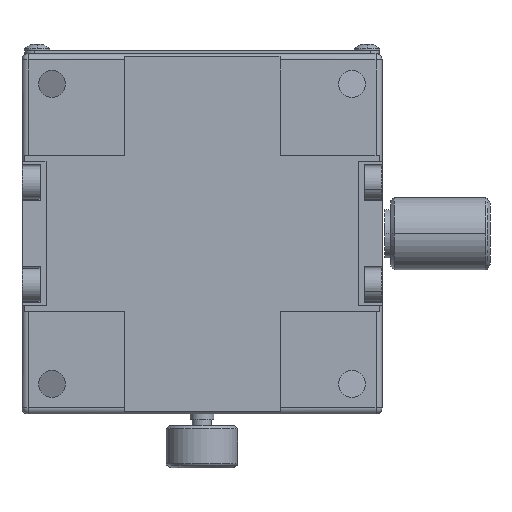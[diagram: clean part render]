
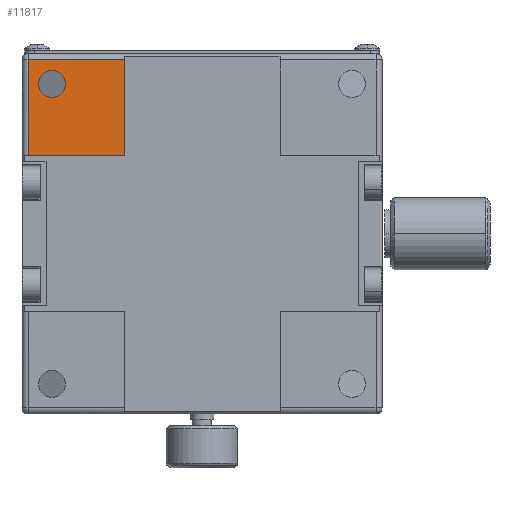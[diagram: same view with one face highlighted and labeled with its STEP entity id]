
A CAD part, front view. The second image highlights one B-rep face of the part: STEP entity #11817.
In plain terms, the highlighted planar face has unit normal (0, -1, 0).
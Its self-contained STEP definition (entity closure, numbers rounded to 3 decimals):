
#1080 = CARTESIAN_POINT ( 'NONE',  ( -24.797, -5.392, 27.25 ) ) ;
#3037 = PLANE ( 'NONE',  #33388 ) ;
#3285 = DIRECTION ( 'NONE',  ( -1., 0., 0. ) ) ;
#4128 = CIRCLE ( 'NONE', #23619, 2.25 ) ;
#5029 = VERTEX_POINT ( 'NONE', #36510 ) ;
#7262 = EDGE_LOOP ( 'NONE', ( #12961, #34080 ) ) ;
#8189 = CARTESIAN_POINT ( 'NONE',  ( -24.797, -5.392, 22.75 ) ) ;
#10185 = EDGE_CURVE ( 'NONE', #29726, #32046, #23867, .T. ) ;
#10187 = VERTEX_POINT ( 'NONE', #8189 ) ;
#11294 = DIRECTION ( 'NONE',  ( -1., 0., 0. ) ) ;
#11817 = ADVANCED_FACE ( 'NONE', ( #36159, #33382 ), #3037, .F. ) ;
#11928 = CARTESIAN_POINT ( 'NONE',  ( -29.797, -5.392, 30. ) ) ;
#12961 = ORIENTED_EDGE ( 'NONE', *, *, #34622, .T. ) ;
#13076 = VECTOR ( 'NONE', #15129, 1000. ) ;
#13078 = CARTESIAN_POINT ( 'NONE',  ( -12.797, -5.392, 30. ) ) ;
#13518 = CARTESIAN_POINT ( 'NONE',  ( -24.797, -5.392, 25. ) ) ;
#14020 = DIRECTION ( 'NONE',  ( 0., 1., 0. ) ) ;
#14570 = CARTESIAN_POINT ( 'NONE',  ( -28.797, -5.392, 30. ) ) ;
#15129 = DIRECTION ( 'NONE',  ( -1., 0., 0. ) ) ;
#15905 = VECTOR ( 'NONE', #34883, 1000. ) ;
#16069 = VECTOR ( 'NONE', #11294, 1000. ) ;
#16363 = VECTOR ( 'NONE', #30632, 1000. ) ;
#16506 = DIRECTION ( 'NONE',  ( 0., 0., 1. ) ) ;
#16843 = LINE ( 'NONE', #14570, #15905 ) ;
#17191 = EDGE_CURVE ( 'NONE', #10187, #23241, #31372, .T. ) ;
#18187 = LINE ( 'NONE', #13078, #16363 ) ;
#19995 = LINE ( 'NONE', #32637, #13076 ) ;
#20796 = DIRECTION ( 'NONE',  ( 0., 1., 0. ) ) ;
#21589 = ORIENTED_EDGE ( 'NONE', *, *, #22812, .T. ) ;
#22812 = EDGE_CURVE ( 'NONE', #32046, #5029, #16843, .T. ) ;
#23241 = VERTEX_POINT ( 'NONE', #1080 ) ;
#23619 = AXIS2_PLACEMENT_3D ( 'NONE', #13518, #33966, #16506 ) ;
#23867 = LINE ( 'NONE', #37488, #16069 ) ;
#25947 = ORIENTED_EDGE ( 'NONE', *, *, #10185, .T. ) ;
#27411 = VERTEX_POINT ( 'NONE', #36455 ) ;
#28101 = CARTESIAN_POINT ( 'NONE',  ( -12.797, -5.392, 29. ) ) ;
#28257 = EDGE_LOOP ( 'NONE', ( #25947, #21589, #29303, #29594 ) ) ;
#29303 = ORIENTED_EDGE ( 'NONE', *, *, #37462, .F. ) ;
#29594 = ORIENTED_EDGE ( 'NONE', *, *, #37007, .F. ) ;
#29726 = VERTEX_POINT ( 'NONE', #28101 ) ;
#30632 = DIRECTION ( 'NONE',  ( 0., 0., -1. ) ) ;
#30834 = AXIS2_PLACEMENT_3D ( 'NONE', #31566, #14020, #34462 ) ;
#31131 = CARTESIAN_POINT ( 'NONE',  ( -28.797, -5.392, 29. ) ) ;
#31372 = CIRCLE ( 'NONE', #30834, 2.25 ) ;
#31566 = CARTESIAN_POINT ( 'NONE',  ( -24.797, -5.392, 25. ) ) ;
#32046 = VERTEX_POINT ( 'NONE', #31131 ) ;
#32637 = CARTESIAN_POINT ( 'NONE',  ( -29.797, -5.392, 13. ) ) ;
#33382 = FACE_OUTER_BOUND ( 'NONE', #28257, .T. ) ;
#33388 = AXIS2_PLACEMENT_3D ( 'NONE', #11928, #20796, #3285 ) ;
#33966 = DIRECTION ( 'NONE',  ( 0., 1., 0. ) ) ;
#34080 = ORIENTED_EDGE ( 'NONE', *, *, #17191, .T. ) ;
#34462 = DIRECTION ( 'NONE',  ( 0., 0., 1. ) ) ;
#34622 = EDGE_CURVE ( 'NONE', #23241, #10187, #4128, .T. ) ;
#34883 = DIRECTION ( 'NONE',  ( 0., 0., -1. ) ) ;
#36159 = FACE_BOUND ( 'NONE', #7262, .T. ) ;
#36455 = CARTESIAN_POINT ( 'NONE',  ( -12.797, -5.392, 13. ) ) ;
#36510 = CARTESIAN_POINT ( 'NONE',  ( -28.797, -5.392, 13. ) ) ;
#37007 = EDGE_CURVE ( 'NONE', #29726, #27411, #18187, .T. ) ;
#37462 = EDGE_CURVE ( 'NONE', #27411, #5029, #19995, .T. ) ;
#37488 = CARTESIAN_POINT ( 'NONE',  ( -29.797, -5.392, 29. ) ) ;
